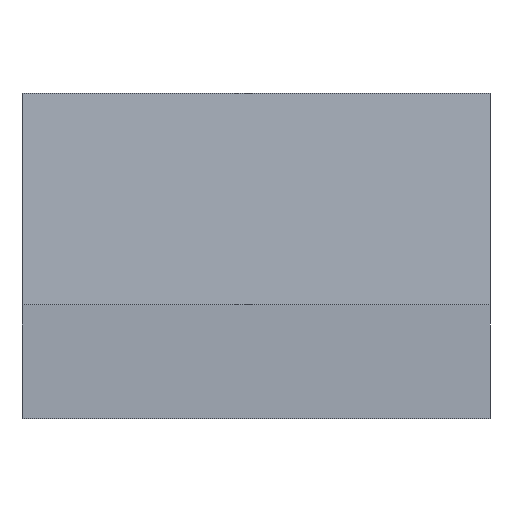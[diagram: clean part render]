
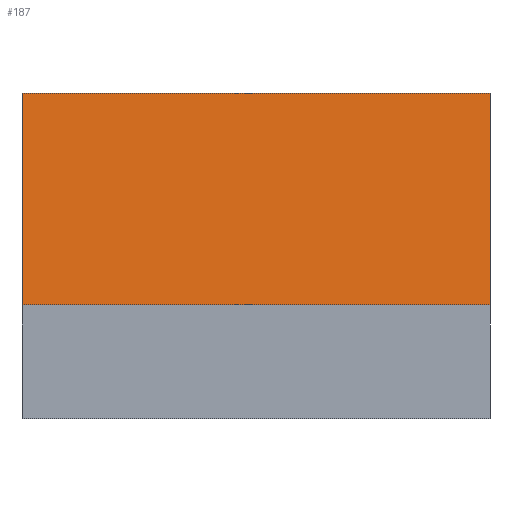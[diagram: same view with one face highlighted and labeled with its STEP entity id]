
A CAD part, front view. The second image highlights one B-rep face of the part: STEP entity #187.
In plain terms, the highlighted planar face has unit normal (0, -0.995, 0.096).
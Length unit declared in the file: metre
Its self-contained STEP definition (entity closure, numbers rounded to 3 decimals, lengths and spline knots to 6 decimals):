
#56=ORIENTED_EDGE('',*,*,#83,.F.);
#57=ORIENTED_EDGE('',*,*,#76,.T.);
#58=ORIENTED_EDGE('',*,*,#81,.T.);
#59=ORIENTED_EDGE('',*,*,#68,.T.);
#68=EDGE_CURVE('',#92,#91,#108,.T.);
#76=EDGE_CURVE('',#98,#97,#116,.T.);
#81=EDGE_CURVE('',#97,#92,#121,.T.);
#83=EDGE_CURVE('',#98,#91,#123,.T.);
#91=VERTEX_POINT('',#275);
#92=VERTEX_POINT('',#277);
#97=VERTEX_POINT('',#291);
#98=VERTEX_POINT('',#293);
#108=LINE('',#276,#132);
#116=LINE('',#292,#140);
#121=LINE('',#301,#145);
#123=LINE('',#305,#147);
#132=VECTOR('',#225,1.);
#140=VECTOR('',#237,1.);
#145=VECTOR('',#246,1.);
#147=VECTOR('',#252,1.);
#157=EDGE_LOOP('',(#56,#57,#58,#59));
#167=FACE_BOUND('',#157,.T.);
#177=PLANE('',#210);
#187=ADVANCED_FACE('',(#167),#177,.F.);
#210=AXIS2_PLACEMENT_3D('',#307,#255,#256);
#225=DIRECTION('',(0.,0.096,0.995));
#237=DIRECTION('',(0.,-0.096,-0.995));
#246=DIRECTION('',(1.,0.,0.));
#252=DIRECTION('',(1.,0.,0.));
#255=DIRECTION('',(0.,0.995,-0.096));
#256=DIRECTION('',(0.,0.096,0.995));
#275=CARTESIAN_POINT('',(0.000575,-0.00055,0.0008));
#276=CARTESIAN_POINT('',(0.000575,-0.000575,0.00054));
#277=CARTESIAN_POINT('',(0.000575,-0.0006,0.00028));
#291=CARTESIAN_POINT('',(-0.000575,-0.0006,0.00028));
#292=CARTESIAN_POINT('',(-0.000575,-0.000575,0.00054));
#293=CARTESIAN_POINT('',(-0.000575,-0.00055,0.0008));
#301=CARTESIAN_POINT('',(-0.000577,-0.0006,0.00028));
#305=CARTESIAN_POINT('',(-0.000577,-0.00055,0.0008));
#307=CARTESIAN_POINT('',(-0.000577,-0.000575,0.00054));
